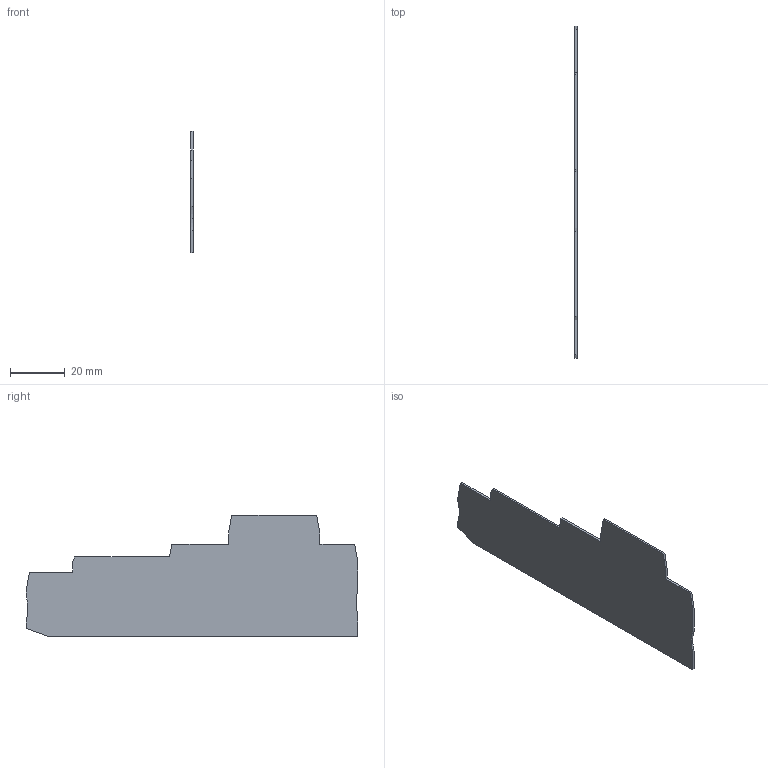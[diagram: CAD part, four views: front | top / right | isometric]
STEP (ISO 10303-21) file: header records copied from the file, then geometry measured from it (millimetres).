
FILE_DESCRIPTION(('HOOPS Exchange Step'),'2;1');
FILE_NAME('export-5CE425C6-014F-4A6B-BEC6-F09E7F940B7E.stp','2024-03-26T21:47:31+01:00',('Engineering'),('Alibre'),'HOOPS Exchange 2021.0','Alibre','Unknown authorisation');
FILE_SCHEMA( ('AP242_MANAGED_MODEL_BASED_3D_ENGINEERING_MIM_LF {1 0 10303 442 1 1 4 }') );
Length unit declared in the file: millimetre
Products named in the file (1): 6639 End cover - D-PTIO 1,5-S-5 - 3244589 (GRAY)
Bounding box: 0.8 x 121.7 x 44.4 mm (x, y, z)
Volume: 3273.2 mm3; surface area: 8442.5 mm2
Topology: 1 solids, 1 shells, 26 faces, 72 edges, 48 vertices
Faces by surface type: plane 22, cylinder 4
Entity records: 863 total; most frequent: CARTESIAN_POINT 148, ORIENTED_EDGE 144, DIRECTION 136, EDGE_CURVE 72, VECTOR 64, LINE 64, VERTEX_POINT 48, AXIS2_PLACEMENT_3D 36
